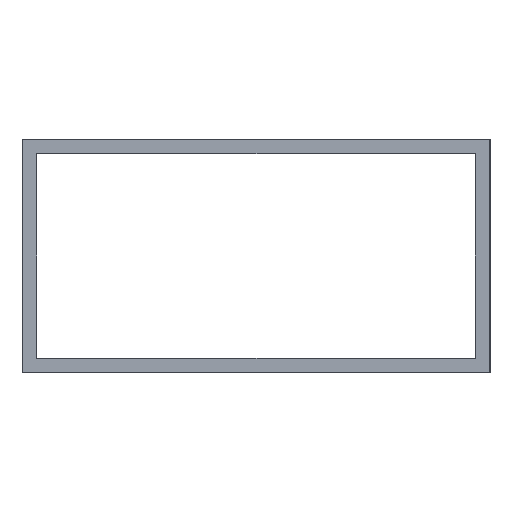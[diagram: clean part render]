
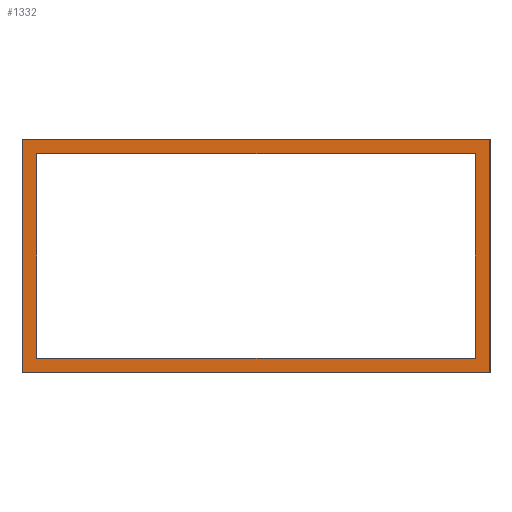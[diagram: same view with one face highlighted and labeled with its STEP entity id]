
A CAD part, left-side view. The second image highlights one B-rep face of the part: STEP entity #1332.
In plain terms, the highlighted planar face has unit normal (-1, 0, 0).
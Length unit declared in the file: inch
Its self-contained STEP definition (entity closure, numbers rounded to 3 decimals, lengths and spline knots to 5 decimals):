
#7 = CARTESIAN_POINT ( 'NONE',  ( -11., -1., -12. ) ) ;
#43 = CARTESIAN_POINT ( 'NONE',  ( -11., -1., -13. ) ) ;
#76 = VECTOR ( 'NONE', #1944, 39.37008 ) ;
#80 = ORIENTED_EDGE ( 'NONE', *, *, #1442, .T. ) ;
#115 = CARTESIAN_POINT ( 'NONE',  ( -11., -1., -12.9375 ) ) ;
#146 = VERTEX_POINT ( 'NONE', #476 ) ;
#320 = VECTOR ( 'NONE', #755, 39.37008 ) ;
#383 = EDGE_CURVE ( 'NONE', #675, #771, #2677, .T. ) ;
#396 = VERTEX_POINT ( 'NONE', #7 ) ;
#413 = CARTESIAN_POINT ( 'NONE',  ( -11., -0.9375, -12.9375 ) ) ;
#476 = CARTESIAN_POINT ( 'NONE',  ( -11., -1., -13. ) ) ;
#517 = CARTESIAN_POINT ( 'NONE',  ( -11., 0.9375, -12.0625 ) ) ;
#548 = DIRECTION ( 'NONE',  ( 0., 0., 1. ) ) ;
#578 = ORIENTED_EDGE ( 'NONE', *, *, #3049, .T. ) ;
#653 = ORIENTED_EDGE ( 'NONE', *, *, #2636, .T. ) ;
#675 = VERTEX_POINT ( 'NONE', #517 ) ;
#707 = EDGE_CURVE ( 'NONE', #3027, #396, #3228, .T. ) ;
#751 = FACE_BOUND ( 'NONE', #2375, .T. ) ;
#755 = DIRECTION ( 'NONE',  ( 0., 0., -1. ) ) ;
#760 = CARTESIAN_POINT ( 'NONE',  ( -11., 1., -13. ) ) ;
#769 = LINE ( 'NONE', #3168, #320 ) ;
#771 = VERTEX_POINT ( 'NONE', #829 ) ;
#810 = CARTESIAN_POINT ( 'NONE',  ( -11., 1., -12. ) ) ;
#829 = CARTESIAN_POINT ( 'NONE',  ( -11., -0.9375, -12.0625 ) ) ;
#834 = EDGE_CURVE ( 'NONE', #146, #1066, #1387, .T. ) ;
#864 = VECTOR ( 'NONE', #2957, 39.37008 ) ;
#901 = VERTEX_POINT ( 'NONE', #413 ) ;
#1054 = LINE ( 'NONE', #760, #1813 ) ;
#1064 = DIRECTION ( 'NONE',  ( 0., 0., -1. ) ) ;
#1066 = VERTEX_POINT ( 'NONE', #1615 ) ;
#1093 = CARTESIAN_POINT ( 'NONE',  ( -11., 1., -12.0625 ) ) ;
#1094 = CARTESIAN_POINT ( 'NONE',  ( -11., 0., 0. ) ) ;
#1274 = FACE_OUTER_BOUND ( 'NONE', #1593, .T. ) ;
#1320 = LINE ( 'NONE', #2963, #2276 ) ;
#1332 = ADVANCED_FACE ( 'NONE', ( #751, #1274 ), #1883, .F. ) ;
#1387 = LINE ( 'NONE', #43, #2308 ) ;
#1442 = EDGE_CURVE ( 'NONE', #901, #2437, #1972, .T. ) ;
#1590 = LINE ( 'NONE', #2662, #3179 ) ;
#1593 = EDGE_LOOP ( 'NONE', ( #2948, #2245, #2812, #1901 ) ) ;
#1615 = CARTESIAN_POINT ( 'NONE',  ( -11., 1., -13. ) ) ;
#1790 = EDGE_CURVE ( 'NONE', #1066, #3027, #1054, .T. ) ;
#1800 = CARTESIAN_POINT ( 'NONE',  ( -11., 0.9375, -12.9375 ) ) ;
#1808 = VECTOR ( 'NONE', #2356, 39.37008 ) ;
#1813 = VECTOR ( 'NONE', #1878, 39.37008 ) ;
#1878 = DIRECTION ( 'NONE',  ( 0., 0., 1. ) ) ;
#1883 = PLANE ( 'NONE',  #2315 ) ;
#1901 = ORIENTED_EDGE ( 'NONE', *, *, #707, .F. ) ;
#1944 = DIRECTION ( 'NONE',  ( 0., 1., 0. ) ) ;
#1968 = DIRECTION ( 'NONE',  ( 0., 1., 0. ) ) ;
#1972 = LINE ( 'NONE', #115, #76 ) ;
#2131 = ORIENTED_EDGE ( 'NONE', *, *, #383, .T. ) ;
#2245 = ORIENTED_EDGE ( 'NONE', *, *, #834, .F. ) ;
#2276 = VECTOR ( 'NONE', #548, 39.37008 ) ;
#2308 = VECTOR ( 'NONE', #1968, 39.37008 ) ;
#2315 = AXIS2_PLACEMENT_3D ( 'NONE', #1094, #2898, #3234 ) ;
#2356 = DIRECTION ( 'NONE',  ( 0., -1., 0. ) ) ;
#2375 = EDGE_LOOP ( 'NONE', ( #80, #653, #2131, #578 ) ) ;
#2437 = VERTEX_POINT ( 'NONE', #1800 ) ;
#2522 = EDGE_CURVE ( 'NONE', #396, #146, #1590, .T. ) ;
#2636 = EDGE_CURVE ( 'NONE', #2437, #675, #1320, .T. ) ;
#2662 = CARTESIAN_POINT ( 'NONE',  ( -11., -1., -12. ) ) ;
#2677 = LINE ( 'NONE', #1093, #1808 ) ;
#2812 = ORIENTED_EDGE ( 'NONE', *, *, #2522, .F. ) ;
#2898 = DIRECTION ( 'NONE',  ( 1., 0., 0. ) ) ;
#2948 = ORIENTED_EDGE ( 'NONE', *, *, #1790, .F. ) ;
#2957 = DIRECTION ( 'NONE',  ( 0., -1., 0. ) ) ;
#2963 = CARTESIAN_POINT ( 'NONE',  ( -11., 0.9375, -13. ) ) ;
#3027 = VERTEX_POINT ( 'NONE', #3184 ) ;
#3049 = EDGE_CURVE ( 'NONE', #771, #901, #769, .T. ) ;
#3168 = CARTESIAN_POINT ( 'NONE',  ( -11., -0.9375, -12. ) ) ;
#3179 = VECTOR ( 'NONE', #1064, 39.37008 ) ;
#3184 = CARTESIAN_POINT ( 'NONE',  ( -11., 1., -12. ) ) ;
#3228 = LINE ( 'NONE', #810, #864 ) ;
#3234 = DIRECTION ( 'NONE',  ( 0., 0., -1. ) ) ;
